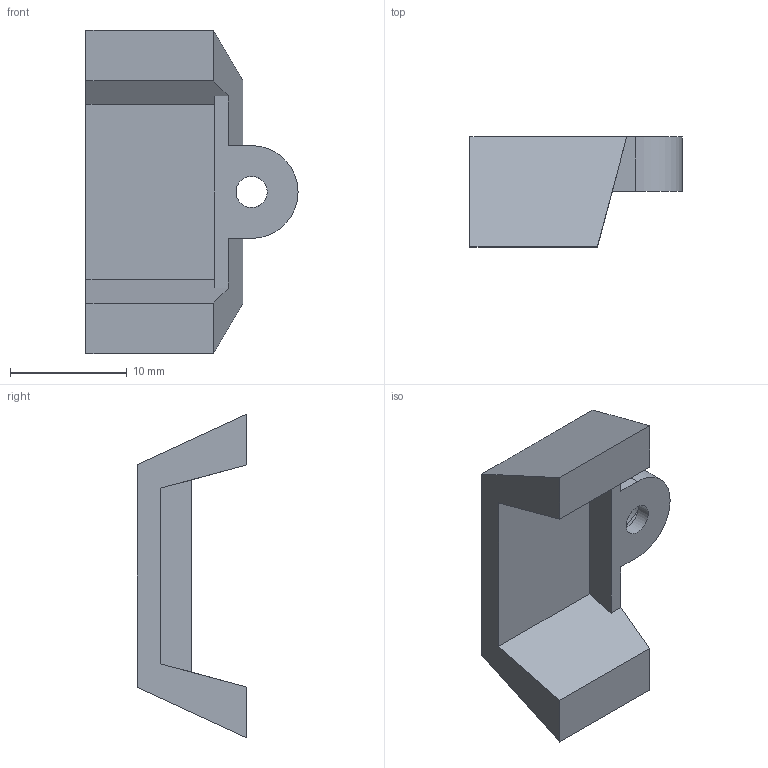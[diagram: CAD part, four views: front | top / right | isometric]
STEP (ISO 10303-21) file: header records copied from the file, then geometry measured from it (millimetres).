
FILE_DESCRIPTION(/* description */ (''),/* implementation_level */ '2;1');
FILE_NAME(/* name */ 'COVER[2.0].step',/* time_stamp */ '2021-10-27T15:25:00-06:00',/* author */ (''),/* organization */ (''),/* preprocessor_version */ 'ST-DEVELOPER v18.1',/* originating_system */ 'Autodesk Translation Framework v10.9.0.1377',/* authorisation */ '');
FILE_SCHEMA (('AUTOMOTIVE_DESIGN { 1 0 10303 214 3 1 1 }'));
Length unit declared in the file: inch
Products named in the file (1): FusionComponent
Bounding box: 18.13 x 9.4 x 27.68 mm (x, y, z)
Volume: 1327.1 mm3; surface area: 1387.6 mm2
Topology: 1 solids, 1 shells, 27 faces, 72 edges, 47 vertices
Faces by surface type: plane 24, cylinder 3
Full cylindrical faces by diameter (mm): 2.667 x1, 4.762 x1
Entity records: 876 total; most frequent: CARTESIAN_POINT 147, ORIENTED_EDGE 144, DIRECTION 143, EDGE_CURVE 72, LINE 57, VECTOR 57, VERTEX_POINT 47, AXIS2_PLACEMENT_3D 43
